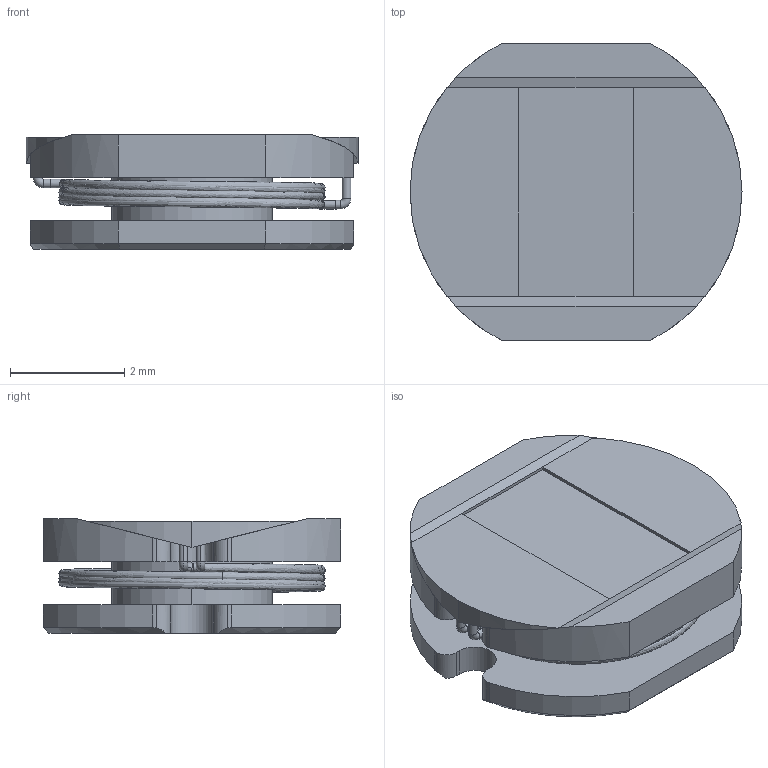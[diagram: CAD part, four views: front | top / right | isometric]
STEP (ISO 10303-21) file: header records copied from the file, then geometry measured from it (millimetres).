
FILE_DESCRIPTION (( 'STEP AP214' ), '1' );
FILE_NAME ('7447745100.STEP', '2022-07-18T11:44:24', ( '' ), ( '' ), 'SwSTEP 2.0', 'SolidWorks 2018', '' );
FILE_SCHEMA (( 'AUTOMOTIVE_DESIGN' ));
Length unit declared in the file: millimetre
Products named in the file (1): 7447745100
Bounding box: 5.8 x 5.2 x 2 mm (x, y, z)
Volume: 35.1 mm3; surface area: 171.7 mm2
Topology: 5 solids, 5 shells, 235 faces, 601 edges, 391 vertices
Faces by surface type: plane 117, cylinder 53, bspline 47, torus 14, cone 4
Entity records: 10971 total; most frequent: CARTESIAN_POINT 5493, ORIENTED_EDGE 1202, DIRECTION 930, EDGE_CURVE 601, VERTEX_POINT 391, LINE 338, VECTOR 338, AXIS2_PLACEMENT_3D 296
